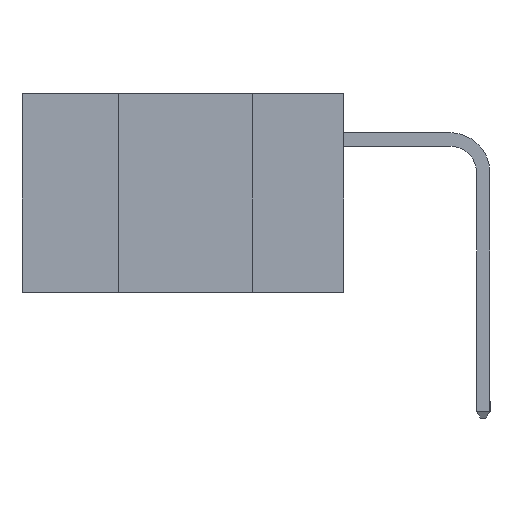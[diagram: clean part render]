
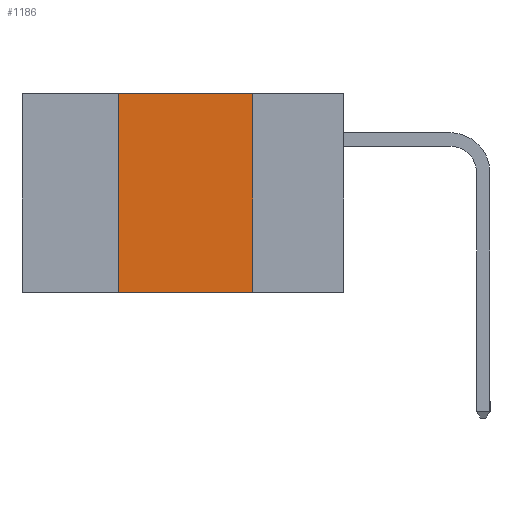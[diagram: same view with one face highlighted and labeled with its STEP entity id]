
A CAD part, left-side view. The second image highlights one B-rep face of the part: STEP entity #1186.
In plain terms, the highlighted planar face has unit normal (-1, 0, 0).
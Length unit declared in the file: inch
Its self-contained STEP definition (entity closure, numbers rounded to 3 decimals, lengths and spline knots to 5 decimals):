
#332 = PLANE ( 'NONE',  #8404 ) ;
#708 = CARTESIAN_POINT ( 'NONE',  ( 0., 0.6, 0. ) ) ;
#1186 = ADVANCED_FACE ( 'NONE', ( #10024 ), #332, .F. ) ;
#2711 = CARTESIAN_POINT ( 'NONE',  ( 0., 0.42, 0. ) ) ;
#3211 = EDGE_LOOP ( 'NONE', ( #7758, #6580, #5955, #5307 ) ) ;
#3530 = DIRECTION ( 'NONE',  ( 0., 0., 1. ) ) ;
#4058 = LINE ( 'NONE', #8423, #6637 ) ;
#4076 = VERTEX_POINT ( 'NONE', #8211 ) ;
#4204 = LINE ( 'NONE', #12277, #11940 ) ;
#4560 = CARTESIAN_POINT ( 'NONE',  ( 0., 0.17, -0.37 ) ) ;
#5307 = ORIENTED_EDGE ( 'NONE', *, *, #8273, .T. ) ;
#5955 = ORIENTED_EDGE ( 'NONE', *, *, #8919, .F. ) ;
#6019 = DIRECTION ( 'NONE',  ( 0., 0., -1. ) ) ;
#6126 = DIRECTION ( 'NONE',  ( 1., 0., 0. ) ) ;
#6352 = CARTESIAN_POINT ( 'NONE',  ( 0., 0.6, 0. ) ) ;
#6580 = ORIENTED_EDGE ( 'NONE', *, *, #10214, .F. ) ;
#6603 = LINE ( 'NONE', #708, #11467 ) ;
#6637 = VECTOR ( 'NONE', #10375, 39.37008 ) ;
#7558 = VERTEX_POINT ( 'NONE', #10349 ) ;
#7758 = ORIENTED_EDGE ( 'NONE', *, *, #10839, .F. ) ;
#8117 = VERTEX_POINT ( 'NONE', #10128 ) ;
#8211 = CARTESIAN_POINT ( 'NONE',  ( 0., 0.42, -0.37 ) ) ;
#8273 = EDGE_CURVE ( 'NONE', #4076, #7558, #4058, .T. ) ;
#8404 = AXIS2_PLACEMENT_3D ( 'NONE', #6352, #6126, #6019 ) ;
#8423 = CARTESIAN_POINT ( 'NONE',  ( 0., 0.6, -0.37 ) ) ;
#8919 = EDGE_CURVE ( 'NONE', #4076, #10945, #4204, .T. ) ;
#9449 = DIRECTION ( 'NONE',  ( 0., 0., -1. ) ) ;
#10024 = FACE_OUTER_BOUND ( 'NONE', #3211, .T. ) ;
#10128 = CARTESIAN_POINT ( 'NONE',  ( 0., 0.17, 0. ) ) ;
#10214 = EDGE_CURVE ( 'NONE', #10945, #8117, #6603, .T. ) ;
#10349 = CARTESIAN_POINT ( 'NONE',  ( 0., 0.17, -0.37 ) ) ;
#10375 = DIRECTION ( 'NONE',  ( 0., -1., 0. ) ) ;
#10839 = EDGE_CURVE ( 'NONE', #8117, #7558, #11600, .T. ) ;
#10945 = VERTEX_POINT ( 'NONE', #2711 ) ;
#11302 = VECTOR ( 'NONE', #9449, 39.37008 ) ;
#11467 = VECTOR ( 'NONE', #12376, 39.37008 ) ;
#11600 = LINE ( 'NONE', #4560, #11302 ) ;
#11940 = VECTOR ( 'NONE', #3530, 39.37008 ) ;
#12277 = CARTESIAN_POINT ( 'NONE',  ( 0., 0.42, -0.37 ) ) ;
#12376 = DIRECTION ( 'NONE',  ( 0., -1., 0. ) ) ;
